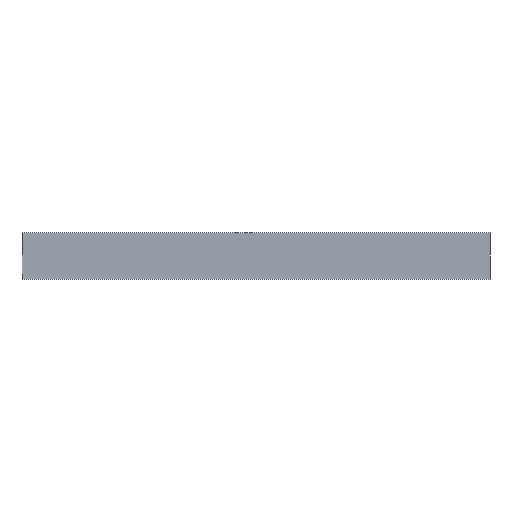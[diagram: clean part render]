
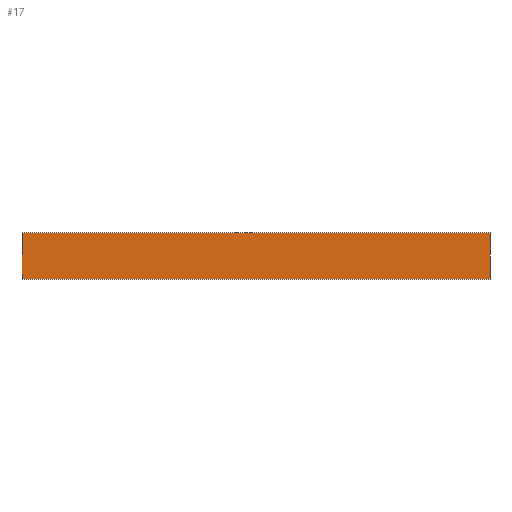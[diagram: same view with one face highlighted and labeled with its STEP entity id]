
A CAD part, top view. The second image highlights one B-rep face of the part: STEP entity #17.
In plain terms, the highlighted free-form (B-spline) face has degree [3, 3] with [4, 4] control points.
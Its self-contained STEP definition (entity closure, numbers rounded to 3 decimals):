
#17 = ADVANCED_FACE('',(#18),#32,.T.);
#18 = FACE_BOUND('',#19,.F.);
#19 = EDGE_LOOP('',(#20,#64,#79,#94));
#20 = ORIENTED_EDGE('',*,*,#21,.T.);
#21 = EDGE_CURVE('',#22,#24,#26,.T.);
#22 = VERTEX_POINT('',#23);
#23 = CARTESIAN_POINT('',(0.,5.,0.));
#24 = VERTEX_POINT('',#25);
#25 = CARTESIAN_POINT('',(100.,5.,0.));
#26 = SURFACE_CURVE('',#27,(#31),.PCURVE_S1.);
#27 = LINE('',#28,#29);
#28 = CARTESIAN_POINT('',(0.,5.,0.));
#29 = VECTOR('',#30,1.);
#30 = DIRECTION('',(1.,0.,0.));
#31 = PCURVE('',#32,#49);
#32 = B_SPLINE_SURFACE_WITH_KNOTS('',3,3,(
    (#33,#34,#35,#36)
    ,(#37,#38,#39,#40)
    ,(#41,#42,#43,#44)
    ,(#45,#46,#47,#48
  )),.UNSPECIFIED.,.F.,.F.,.F.,(4,4),(4,4),(-55.,55.),(-5.5,5.5),
  .PIECEWISE_BEZIER_KNOTS.);
#33 = CARTESIAN_POINT('',(-5.,-5.5,0.));
#34 = CARTESIAN_POINT('',(-5.,-1.833,0.));
#35 = CARTESIAN_POINT('',(-5.,1.833,0.));
#36 = CARTESIAN_POINT('',(-5.,5.5,0.));
#37 = CARTESIAN_POINT('',(31.667,-5.5,0.));
#38 = CARTESIAN_POINT('',(31.667,-1.833,0.));
#39 = CARTESIAN_POINT('',(31.667,1.833,0.));
#40 = CARTESIAN_POINT('',(31.667,5.5,0.));
#41 = CARTESIAN_POINT('',(68.333,-5.5,0.));
#42 = CARTESIAN_POINT('',(68.333,-1.833,0.));
#43 = CARTESIAN_POINT('',(68.333,1.833,0.));
#44 = CARTESIAN_POINT('',(68.333,5.5,0.));
#45 = CARTESIAN_POINT('',(105.,-5.5,0.));
#46 = CARTESIAN_POINT('',(105.,-1.833,0.));
#47 = CARTESIAN_POINT('',(105.,1.833,0.));
#48 = CARTESIAN_POINT('',(105.,5.5,0.));
#49 = DEFINITIONAL_REPRESENTATION('',(#50),#63);
#50 = B_SPLINE_CURVE_WITH_KNOTS('',11,(#51,#52,#53,#54,#55,#56,#57,#58,
    #59,#60,#61,#62),.UNSPECIFIED.,.F.,.F.,(12,12),(0.,100.),
  .PIECEWISE_BEZIER_KNOTS.);
#51 = CARTESIAN_POINT('',(-50.,5.));
#52 = CARTESIAN_POINT('',(-40.909,5.));
#53 = CARTESIAN_POINT('',(-31.818,5.));
#54 = CARTESIAN_POINT('',(-22.727,5.));
#55 = CARTESIAN_POINT('',(-13.636,5.));
#56 = CARTESIAN_POINT('',(-4.545,5.));
#57 = CARTESIAN_POINT('',(4.545,5.));
#58 = CARTESIAN_POINT('',(13.636,5.));
#59 = CARTESIAN_POINT('',(22.727,5.));
#60 = CARTESIAN_POINT('',(31.818,5.));
#61 = CARTESIAN_POINT('',(40.909,5.));
#62 = CARTESIAN_POINT('',(50.,5.));
#63 = ( GEOMETRIC_REPRESENTATION_CONTEXT(2) 
PARAMETRIC_REPRESENTATION_CONTEXT() REPRESENTATION_CONTEXT('2D SPACE',''
  ) );
#64 = ORIENTED_EDGE('',*,*,#65,.T.);
#65 = EDGE_CURVE('',#24,#66,#68,.T.);
#66 = VERTEX_POINT('',#67);
#67 = CARTESIAN_POINT('',(100.,-5.,0.));
#68 = SURFACE_CURVE('',#69,(#73),.PCURVE_S1.);
#69 = LINE('',#70,#71);
#70 = CARTESIAN_POINT('',(100.,5.,0.));
#71 = VECTOR('',#72,1.);
#72 = DIRECTION('',(0.,-1.,0.));
#73 = PCURVE('',#32,#74);
#74 = DEFINITIONAL_REPRESENTATION('',(#75),#78);
#75 = B_SPLINE_CURVE_WITH_KNOTS('',1,(#76,#77),.UNSPECIFIED.,.F.,.F.,(2,
    2),(0.,10.),.PIECEWISE_BEZIER_KNOTS.);
#76 = CARTESIAN_POINT('',(50.,5.));
#77 = CARTESIAN_POINT('',(50.,-5.));
#78 = ( GEOMETRIC_REPRESENTATION_CONTEXT(2) 
PARAMETRIC_REPRESENTATION_CONTEXT() REPRESENTATION_CONTEXT('2D SPACE',''
  ) );
#79 = ORIENTED_EDGE('',*,*,#80,.T.);
#80 = EDGE_CURVE('',#66,#81,#83,.T.);
#81 = VERTEX_POINT('',#82);
#82 = CARTESIAN_POINT('',(0.,-5.,0.));
#83 = SURFACE_CURVE('',#84,(#88),.PCURVE_S1.);
#84 = LINE('',#85,#86);
#85 = CARTESIAN_POINT('',(100.,-5.,0.));
#86 = VECTOR('',#87,1.);
#87 = DIRECTION('',(-1.,0.,0.));
#88 = PCURVE('',#32,#89);
#89 = DEFINITIONAL_REPRESENTATION('',(#90),#93);
#90 = B_SPLINE_CURVE_WITH_KNOTS('',1,(#91,#92),.UNSPECIFIED.,.F.,.F.,(2,
    2),(0.,100.),.PIECEWISE_BEZIER_KNOTS.);
#91 = CARTESIAN_POINT('',(50.,-5.));
#92 = CARTESIAN_POINT('',(-50.,-5.));
#93 = ( GEOMETRIC_REPRESENTATION_CONTEXT(2) 
PARAMETRIC_REPRESENTATION_CONTEXT() REPRESENTATION_CONTEXT('2D SPACE',''
  ) );
#94 = ORIENTED_EDGE('',*,*,#95,.T.);
#95 = EDGE_CURVE('',#81,#22,#96,.T.);
#96 = SURFACE_CURVE('',#97,(#101),.PCURVE_S1.);
#97 = LINE('',#98,#99);
#98 = CARTESIAN_POINT('',(0.,-5.,0.));
#99 = VECTOR('',#100,1.);
#100 = DIRECTION('',(0.,1.,0.));
#101 = PCURVE('',#32,#102);
#102 = DEFINITIONAL_REPRESENTATION('',(#103),#106);
#103 = B_SPLINE_CURVE_WITH_KNOTS('',1,(#104,#105),.UNSPECIFIED.,.F.,.F.,
  (2,2),(0.,10.),.PIECEWISE_BEZIER_KNOTS.);
#104 = CARTESIAN_POINT('',(-50.,-5.));
#105 = CARTESIAN_POINT('',(-50.,5.));
#106 = ( GEOMETRIC_REPRESENTATION_CONTEXT(2) 
PARAMETRIC_REPRESENTATION_CONTEXT() REPRESENTATION_CONTEXT('2D SPACE',''
  ) );
